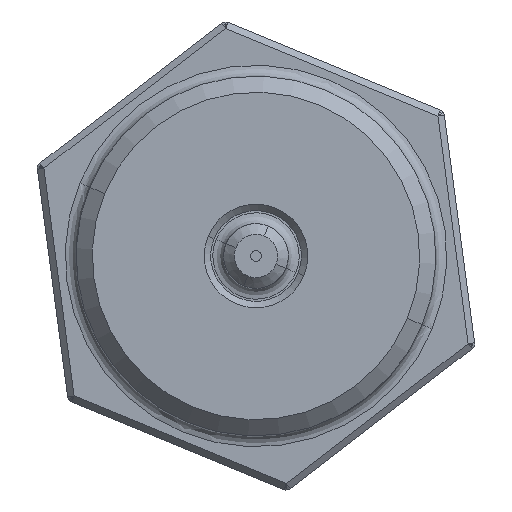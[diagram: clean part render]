
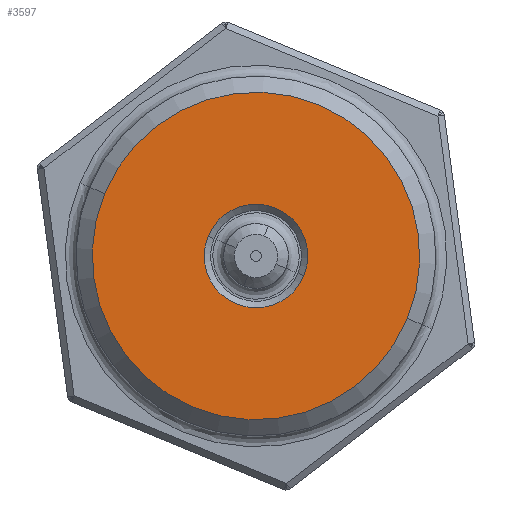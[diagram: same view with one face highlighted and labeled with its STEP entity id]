
A CAD part, left-side view. The second image highlights one B-rep face of the part: STEP entity #3597.
In plain terms, the highlighted planar face has unit normal (-1, 0, 0).
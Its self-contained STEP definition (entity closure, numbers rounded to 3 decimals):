
#1162=VERTEX_POINT('',#6004);
#1165=VERTEX_POINT('',#6009);
#1216=VERTEX_POINT('',#6200);
#1217=VERTEX_POINT('',#6201);
#1372=CIRCLE('',#3920,7.58);
#1392=CIRCLE('',#3978,7.58);
#1393=CIRCLE('',#3979,2.4);
#1394=CIRCLE('',#3980,2.4);
#1781=EDGE_CURVE('',#1165,#1162,#1372,.T.);
#1881=EDGE_CURVE('',#1162,#1165,#1392,.T.);
#1882=EDGE_CURVE('',#1216,#1217,#1393,.T.);
#1883=EDGE_CURVE('',#1217,#1216,#1394,.T.);
#2747=ORIENTED_EDGE('',*,*,#1781,.F.);
#2748=ORIENTED_EDGE('',*,*,#1881,.F.);
#2749=ORIENTED_EDGE('',*,*,#1882,.F.);
#2750=ORIENTED_EDGE('',*,*,#1883,.F.);
#3116=EDGE_LOOP('',(#2747,#2748));
#3117=EDGE_LOOP('',(#2749,#2750));
#3374=FACE_BOUND('',#3116,.T.);
#3375=FACE_BOUND('',#3117,.T.);
#3597=ADVANCED_FACE('',(#3374,#3375),#6493,.F.);
#3920=AXIS2_PLACEMENT_3D('',#6010,#4739,#4740);
#3977=AXIS2_PLACEMENT_3D('',#6197,#4915,$);
#3978=AXIS2_PLACEMENT_3D('',#6198,#4916,#4917);
#3979=AXIS2_PLACEMENT_3D('',#6199,#4918,#4919);
#3980=AXIS2_PLACEMENT_3D('',#6202,#4920,#4921);
#4739=DIRECTION('',(1.,0.,0.));
#4740=DIRECTION('',(0.,-7.006,-2.894));
#4915=DIRECTION('',(1.,0.,0.));
#4916=DIRECTION('',(1.,0.,0.));
#4917=DIRECTION('',(0.,-7.006,-2.894));
#4918=DIRECTION('',(-1.,0.,0.));
#4919=DIRECTION('',(0.,-2.218,-0.916));
#4920=DIRECTION('',(-1.,0.,0.));
#4921=DIRECTION('',(0.,-2.218,-0.916));
#6004=CARTESIAN_POINT('',(-11.267,-9.24,-2.894));
#6009=CARTESIAN_POINT('',(-11.267,4.771,2.894));
#6010=CARTESIAN_POINT('',(-11.267,-2.235,0.));
#6197=CARTESIAN_POINT('',(-11.267,-2.235,0.));
#6198=CARTESIAN_POINT('',(-11.267,-2.235,0.));
#6199=CARTESIAN_POINT('',(-11.267,-2.235,0.));
#6200=CARTESIAN_POINT('',(-11.267,-0.017,0.916));
#6201=CARTESIAN_POINT('',(-11.267,-4.453,-0.916));
#6202=CARTESIAN_POINT('',(-11.267,-2.235,0.));
#6493=PLANE('',#3977);
